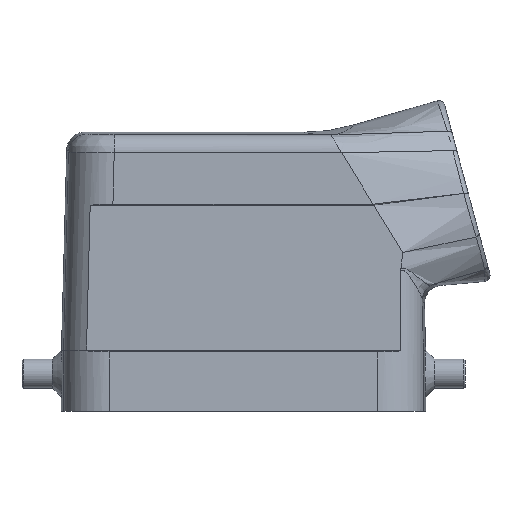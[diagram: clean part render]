
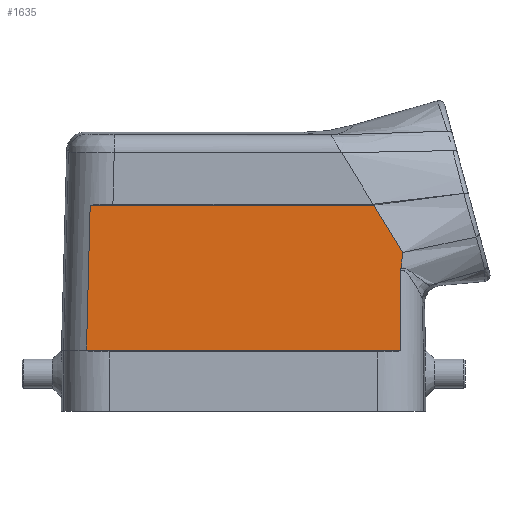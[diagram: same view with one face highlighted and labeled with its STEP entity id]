
A CAD part, front view. The second image highlights one B-rep face of the part: STEP entity #1635.
In plain terms, the highlighted planar face has unit normal (0, -1, 0.026).
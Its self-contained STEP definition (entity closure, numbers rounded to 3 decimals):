
#703=FACE_OUTER_BOUND('',#2120,.T.);
#920=LINE('',#6217,#1247);
#921=LINE('',#6220,#1248);
#922=LINE('',#6222,#1249);
#923=LINE('',#6224,#1250);
#924=LINE('',#6226,#1251);
#1247=VECTOR('',#5180,1.);
#1248=VECTOR('',#5181,1.);
#1249=VECTOR('',#5182,1.);
#1250=VECTOR('',#5183,1.);
#1251=VECTOR('',#5184,1.);
#1635=ADVANCED_FACE('',(#703),#1867,.F.);
#1867=PLANE('',#4823);
#2120=EDGE_LOOP('',(#2470,#2471,#2472,#2473,#2474,#2475,#2476,#2477));
#2470=ORIENTED_EDGE('',*,*,#4031,.F.);
#2471=ORIENTED_EDGE('',*,*,#4032,.T.);
#2472=ORIENTED_EDGE('',*,*,#4033,.T.);
#2473=ORIENTED_EDGE('',*,*,#4034,.T.);
#2474=ORIENTED_EDGE('',*,*,#4035,.T.);
#2475=ORIENTED_EDGE('',*,*,#4036,.T.);
#2476=ORIENTED_EDGE('',*,*,#4037,.F.);
#2477=ORIENTED_EDGE('',*,*,#4038,.T.);
#3636=VERTEX_POINT('',#6218);
#3637=VERTEX_POINT('',#6219);
#3638=VERTEX_POINT('',#6221);
#3639=VERTEX_POINT('',#6223);
#3640=VERTEX_POINT('',#6225);
#3641=VERTEX_POINT('',#6227);
#3642=VERTEX_POINT('',#6234);
#3643=VERTEX_POINT('',#6239);
#4031=EDGE_CURVE('',#3636,#3637,#920,.T.);
#4032=EDGE_CURVE('',#3636,#3638,#921,.T.);
#4033=EDGE_CURVE('',#3638,#3639,#922,.T.);
#4034=EDGE_CURVE('',#3639,#3640,#923,.T.);
#4035=EDGE_CURVE('',#3640,#3641,#924,.T.);
#4036=EDGE_CURVE('',#3641,#3642,#4568,.T.);
#4037=EDGE_CURVE('',#3643,#3642,#4569,.T.);
#4038=EDGE_CURVE('',#3643,#3637,#4570,.T.);
#4568=B_SPLINE_CURVE_WITH_KNOTS('',3,(#6228,#6229,#6230,#6231,#6232,#6233),
 .UNSPECIFIED.,.F.,.F.,(4,2,4),(0.,0.5,1.),.UNSPECIFIED.);
#4569=B_SPLINE_CURVE_WITH_KNOTS('',3,(#6235,#6236,#6237,#6238),
 .UNSPECIFIED.,.F.,.F.,(4,4),(0.,1.),.UNSPECIFIED.);
#4570=B_SPLINE_CURVE_WITH_KNOTS('',3,(#6240,#6241,#6242,#6243),
 .UNSPECIFIED.,.F.,.F.,(4,4),(0.,1.),.UNSPECIFIED.);
#4823=AXIS2_PLACEMENT_3D('',#6244,#5185,#5186);
#5180=DIRECTION('',(1.,0.,0.));
#5181=DIRECTION('',(-0.025,-0.026,-0.999));
#5182=DIRECTION('',(0.001,-0.026,-1.));
#5183=DIRECTION('',(1.,0.,0.));
#5184=DIRECTION('',(0.001,0.026,1.));
#5185=DIRECTION('',(0.,1.,-0.026));
#5186=DIRECTION('',(0.,0.026,1.));
#6217=CARTESIAN_POINT('',(-32.,-19.61,24.974));
#6218=CARTESIAN_POINT('',(-25.271,-19.61,24.974));
#6219=CARTESIAN_POINT('',(21.463,-19.61,24.974));
#6220=CARTESIAN_POINT('',(-25.879,-20.235,1.114));
#6221=CARTESIAN_POINT('',(-25.879,-20.235,1.114));
#6222=CARTESIAN_POINT('',(-25.88,-20.224,1.532));
#6223=CARTESIAN_POINT('',(-25.879,-20.238,0.974));
#6224=CARTESIAN_POINT('',(33.,-20.238,0.974));
#6225=CARTESIAN_POINT('',(25.879,-20.238,0.974));
#6226=CARTESIAN_POINT('',(25.873,-20.486,-8.461));
#6227=CARTESIAN_POINT('',(25.888,-19.891,14.226));
#6228=CARTESIAN_POINT('',(25.888,-19.891,14.226));
#6229=CARTESIAN_POINT('',(25.888,-19.89,14.284));
#6230=CARTESIAN_POINT('',(25.892,-19.888,14.346));
#6231=CARTESIAN_POINT('',(25.903,-19.885,14.464));
#6232=CARTESIAN_POINT('',(25.912,-19.884,14.522));
#6233=CARTESIAN_POINT('',(25.924,-19.882,14.58));
#6234=CARTESIAN_POINT('',(25.924,-19.882,14.58));
#6235=CARTESIAN_POINT('',(26.242,-19.814,17.181));
#6236=CARTESIAN_POINT('',(26.199,-19.837,16.306));
#6237=CARTESIAN_POINT('',(26.094,-19.86,15.439));
#6238=CARTESIAN_POINT('',(25.924,-19.882,14.58));
#6239=CARTESIAN_POINT('',(26.242,-19.814,17.181));
#6240=CARTESIAN_POINT('',(26.242,-19.814,17.181));
#6241=CARTESIAN_POINT('',(24.649,-19.746,19.779));
#6242=CARTESIAN_POINT('',(23.056,-19.678,22.376));
#6243=CARTESIAN_POINT('',(21.463,-19.61,24.974));
#6244=CARTESIAN_POINT('',(-32.,-19.61,24.974));
